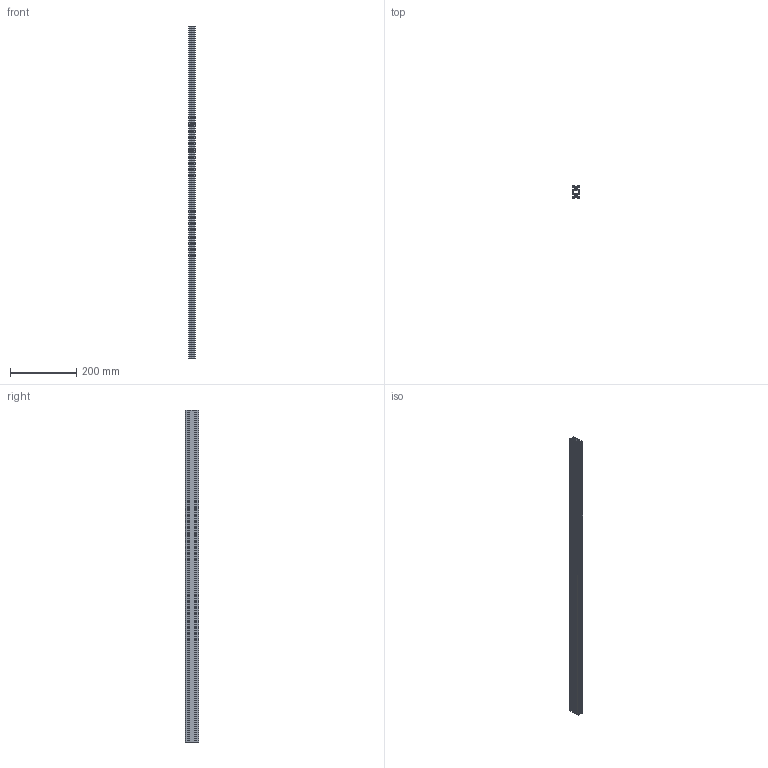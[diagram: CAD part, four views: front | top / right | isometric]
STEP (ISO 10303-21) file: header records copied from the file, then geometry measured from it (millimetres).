
FILE_DESCRIPTION (( 'STEP AP203' ), '1' );
FILE_NAME ('20 x 40 SÝGMA PROFÝL.STEP', '2013-07-29T14:29:53', ( 'Kadir' ), ( '' ), 'SwSTEP 2.0', 'SolidWorks 2013', '' );
FILE_SCHEMA (( 'CONFIG_CONTROL_DESIGN' ));
Length unit declared in the file: millimetre
Products named in the file (1): 20 x 40 SÝGMA PROFÝL
Bounding box: 20 x 40 x 1000 mm (x, y, z)
Volume: 260611.9 mm3; surface area: 336683.7 mm2
Topology: 1 solids, 1 shells, 198 faces, 588 edges, 392 vertices
Faces by surface type: plane 114, cylinder 84
Entity records: 6749 total; most frequent: CARTESIAN_POINT 1179, ORIENTED_EDGE 1176, DIRECTION 1154, EDGE_CURVE 588, LINE 420, VECTOR 420, VERTEX_POINT 392, AXIS2_PLACEMENT_3D 367
